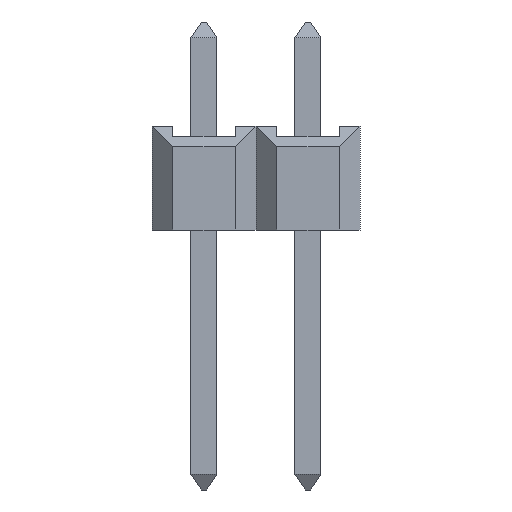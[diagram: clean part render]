
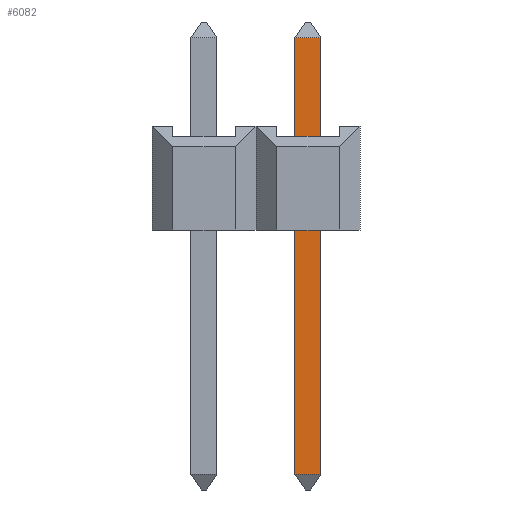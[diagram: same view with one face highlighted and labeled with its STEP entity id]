
A CAD part, front view. The second image highlights one B-rep face of the part: STEP entity #6082.
In plain terms, the highlighted planar face has unit normal (0, -1, 0).
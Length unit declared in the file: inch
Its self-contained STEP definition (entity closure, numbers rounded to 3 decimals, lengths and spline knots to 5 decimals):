
#6082=ADVANCED_FACE('',(#7556),#6830,.T.);
#6830=PLANE('',#18711);
#7556=FACE_OUTER_BOUND('',#8304,.T.);
#8304=EDGE_LOOP('',(#10383,#10384,#10385,#10386));
#10383=ORIENTED_EDGE('',*,*,#14031,.T.);
#10384=ORIENTED_EDGE('',*,*,#14039,.T.);
#10385=ORIENTED_EDGE('',*,*,#14036,.F.);
#10386=ORIENTED_EDGE('',*,*,#14040,.T.);
#12657=VERTEX_POINT('',#24017);
#12658=VERTEX_POINT('',#24019);
#12661=VERTEX_POINT('',#24029);
#12662=VERTEX_POINT('',#24030);
#14031=EDGE_CURVE('',#12658,#12657,#15747,.T.);
#14036=EDGE_CURVE('',#12661,#12662,#15752,.T.);
#14039=EDGE_CURVE('',#12657,#12662,#15755,.T.);
#14040=EDGE_CURVE('',#12661,#12658,#15756,.T.);
#15747=LINE('',#24018,#17463);
#15752=LINE('',#24028,#17468);
#15755=LINE('',#24034,#17471);
#15756=LINE('',#24035,#17472);
#17463=VECTOR('',#20650,1.);
#17468=VECTOR('',#20659,1.);
#17471=VECTOR('',#20664,1.);
#17472=VECTOR('',#20665,1.);
#18711=AXIS2_PLACEMENT_3D('',#24036,#20666,#20667);
#20650=DIRECTION('',(0.,0.,-1.));
#20659=DIRECTION('',(0.,0.,-1.));
#20664=DIRECTION('',(1.,0.,0.));
#20665=DIRECTION('',(-1.,0.,0.));
#20666=DIRECTION('',(0.,-1.,0.));
#20667=DIRECTION('',(0.,0.,-1.));
#24017=CARTESIAN_POINT('',(0.0875,-0.0125,-0.235));
#24018=CARTESIAN_POINT('',(0.0875,-0.0125,0.2));
#24019=CARTESIAN_POINT('',(0.0875,-0.0125,0.185));
#24028=CARTESIAN_POINT('',(0.1125,-0.0125,0.2));
#24029=CARTESIAN_POINT('',(0.1125,-0.0125,0.185));
#24030=CARTESIAN_POINT('',(0.1125,-0.0125,-0.235));
#24034=CARTESIAN_POINT('',(0.1125,-0.0125,-0.235));
#24035=CARTESIAN_POINT('',(0.0875,-0.0125,0.185));
#24036=CARTESIAN_POINT('',(0.1125,-0.0125,0.2));
